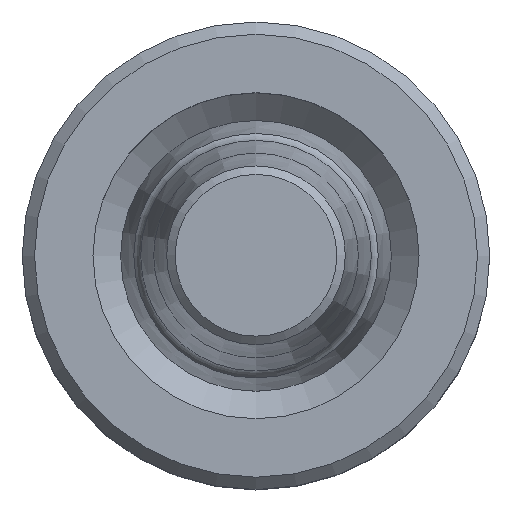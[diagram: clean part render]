
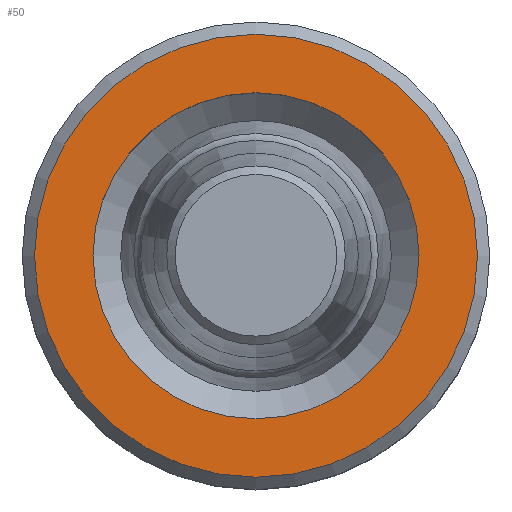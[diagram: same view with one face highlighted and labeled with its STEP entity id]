
A CAD part, top view. The second image highlights one B-rep face of the part: STEP entity #50.
In plain terms, the highlighted planar face has unit normal (0, 0, 1).
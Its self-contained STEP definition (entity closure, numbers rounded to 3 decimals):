
#43=PLANE('',#313);
#50=ADVANCED_FACE('',(#84,#85),#43,.T.);
#84=FACE_BOUND('',#128,.T.);
#85=FACE_BOUND('',#129,.T.);
#128=EDGE_LOOP('',(#174));
#129=EDGE_LOOP('',(#175));
#174=ORIENTED_EDGE('',*,*,#243,.T.);
#175=ORIENTED_EDGE('',*,*,#244,.T.);
#220=VERTEX_POINT('',#467);
#221=VERTEX_POINT('',#469);
#243=EDGE_CURVE('',#220,#220,#266,.T.);
#244=EDGE_CURVE('',#221,#221,#267,.T.);
#266=CIRCLE('',#311,9.);
#267=CIRCLE('',#312,6.625);
#311=AXIS2_PLACEMENT_3D('',#466,#369,#370);
#312=AXIS2_PLACEMENT_3D('',#468,#371,#372);
#313=AXIS2_PLACEMENT_3D('',#470,#373,#374);
#369=DIRECTION('',(0.,0.,1.));
#370=DIRECTION('',(-1.,0.,0.));
#371=DIRECTION('',(0.,0.,-1.));
#372=DIRECTION('',(-1.,0.,0.));
#373=DIRECTION('',(0.,0.,1.));
#374=DIRECTION('',(-1.,0.,0.));
#466=CARTESIAN_POINT('',(0.,0.,3.227));
#467=CARTESIAN_POINT('',(-9.,0.,3.227));
#468=CARTESIAN_POINT('',(0.,0.,3.227));
#469=CARTESIAN_POINT('',(-6.625,0.,3.227));
#470=CARTESIAN_POINT('',(0.,0.,3.227));
